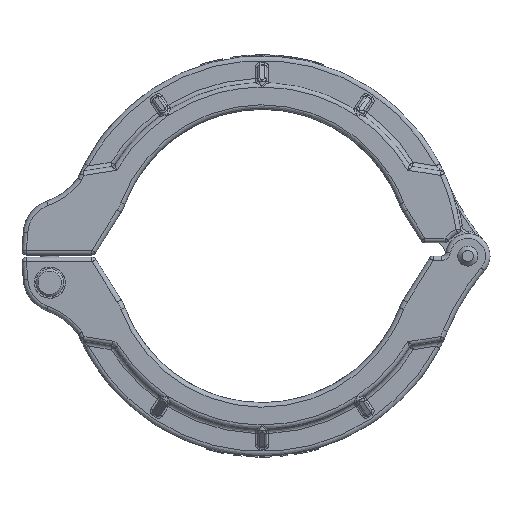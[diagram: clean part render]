
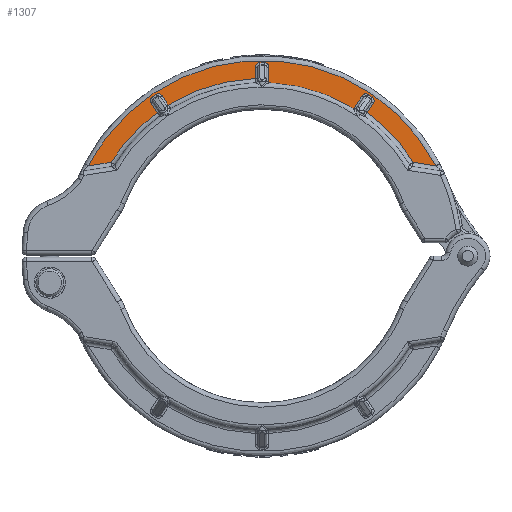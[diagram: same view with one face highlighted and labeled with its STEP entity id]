
A CAD part, left-side view. The second image highlights one B-rep face of the part: STEP entity #1307.
In plain terms, the highlighted planar face has unit normal (-1, 0, 0.018).
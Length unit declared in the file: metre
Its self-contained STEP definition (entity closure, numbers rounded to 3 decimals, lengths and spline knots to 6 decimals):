
#1307=ADVANCED_FACE('',(#3654),#3655,.T.);
#3654=FACE_OUTER_BOUND('',#10249,.T.);
#3655=PLANE('',#10250);
#10249=EDGE_LOOP('',(#43599,#43600,#43601,#43602,#43603,#43604,#43605,#43606,#43607,#43608,#43609,#43610,#43611,#43612,#43613,#43614,#43615,#43616,#43617,#43618,#43619,#43620));
#10250=AXIS2_PLACEMENT_3D('',#43621,#43622,#43623);
#43599=ORIENTED_EDGE('',*,*,#52474,.T.);
#43600=ORIENTED_EDGE('',*,*,#52475,.T.);
#43601=ORIENTED_EDGE('',*,*,#52476,.F.);
#43602=ORIENTED_EDGE('',*,*,#52477,.F.);
#43603=ORIENTED_EDGE('',*,*,#52478,.F.);
#43604=ORIENTED_EDGE('',*,*,#52479,.F.);
#43605=ORIENTED_EDGE('',*,*,#52480,.F.);
#43606=ORIENTED_EDGE('',*,*,#52481,.F.);
#43607=ORIENTED_EDGE('',*,*,#52482,.F.);
#43608=ORIENTED_EDGE('',*,*,#52483,.F.);
#43609=ORIENTED_EDGE('',*,*,#52484,.F.);
#43610=ORIENTED_EDGE('',*,*,#52485,.F.);
#43611=ORIENTED_EDGE('',*,*,#52486,.F.);
#43612=ORIENTED_EDGE('',*,*,#52459,.F.);
#43613=ORIENTED_EDGE('',*,*,#52487,.F.);
#43614=ORIENTED_EDGE('',*,*,#52488,.F.);
#43615=ORIENTED_EDGE('',*,*,#52470,.F.);
#43616=ORIENTED_EDGE('',*,*,#52489,.F.);
#43617=ORIENTED_EDGE('',*,*,#52490,.F.);
#43618=ORIENTED_EDGE('',*,*,#52491,.F.);
#43619=ORIENTED_EDGE('',*,*,#52492,.F.);
#43620=ORIENTED_EDGE('',*,*,#52493,.F.);
#43621=CARTESIAN_POINT('',(0.008499,1.162649,0.));
#43622=DIRECTION('',(-1.,0.,0.017));
#43623=DIRECTION('',(0.017,0.,1.));
#52459=EDGE_CURVE('',#56662,#56663,#56664,.F.);
#52470=EDGE_CURVE('',#56678,#56681,#56682,.F.);
#52474=EDGE_CURVE('',#56687,#56688,#56689,.T.);
#52475=EDGE_CURVE('',#56688,#56690,#56691,.F.);
#52476=EDGE_CURVE('',#56692,#56690,#56693,.F.);
#52477=EDGE_CURVE('',#56694,#56692,#56695,.T.);
#52478=EDGE_CURVE('',#56696,#56694,#56697,.F.);
#52479=EDGE_CURVE('',#56698,#56696,#56699,.T.);
#52480=EDGE_CURVE('',#56700,#56698,#56701,.F.);
#52481=EDGE_CURVE('',#56702,#56700,#56703,.T.);
#52482=EDGE_CURVE('',#56704,#56702,#56705,.F.);
#52483=EDGE_CURVE('',#56706,#56704,#56707,.T.);
#52484=EDGE_CURVE('',#56708,#56706,#56709,.F.);
#52485=EDGE_CURVE('',#56710,#56708,#56711,.F.);
#52486=EDGE_CURVE('',#56663,#56710,#56712,.F.);
#52487=EDGE_CURVE('',#56713,#56662,#56714,.F.);
#52488=EDGE_CURVE('',#56681,#56713,#56715,.T.);
#52489=EDGE_CURVE('',#56716,#56678,#56717,.T.);
#52490=EDGE_CURVE('',#56718,#56716,#56719,.F.);
#52491=EDGE_CURVE('',#56720,#56718,#56721,.T.);
#52492=EDGE_CURVE('',#56722,#56720,#56723,.F.);
#52493=EDGE_CURVE('',#56687,#56722,#56724,.T.);
#56662=VERTEX_POINT('',#63685);
#56663=VERTEX_POINT('',#63686);
#56664=LINE('',#63687,#63688);
#56678=VERTEX_POINT('',#63708);
#56681=VERTEX_POINT('',#63711);
#56682=ELLIPSE('',#63712,0.002,0.002);
#56687=VERTEX_POINT('',#63717);
#56688=VERTEX_POINT('',#63718);
#56689=ELLIPSE('',#63719,0.088013,0.088);
#56690=VERTEX_POINT('',#63720);
#56691=LINE('',#63721,#63722);
#56692=VERTEX_POINT('',#63723);
#56693=ELLIPSE('',#63724,0.080012,0.08);
#56694=VERTEX_POINT('',#63725);
#56695=LINE('',#63726,#63727);
#56696=VERTEX_POINT('',#63728);
#56697=ELLIPSE('',#63729,0.002,0.002);
#56698=VERTEX_POINT('',#63730);
#56699=LINE('',#63731,#63732);
#56700=VERTEX_POINT('',#63733);
#56701=ELLIPSE('',#63734,0.002,0.002);
#56702=VERTEX_POINT('',#63735);
#56703=LINE('',#63736,#63737);
#56704=VERTEX_POINT('',#63738);
#56705=ELLIPSE('',#63739,0.080012,0.08);
#56706=VERTEX_POINT('',#63740);
#56707=LINE('',#63741,#63742);
#56708=VERTEX_POINT('',#63743);
#56709=ELLIPSE('',#63744,0.002,0.002);
#56710=VERTEX_POINT('',#63745);
#56711=LINE('',#63746,#63747);
#56712=ELLIPSE('',#63748,0.002,0.002);
#56713=VERTEX_POINT('',#63749);
#56714=ELLIPSE('',#63750,0.078012,0.078);
#56715=LINE('',#63751,#63752);
#56716=VERTEX_POINT('',#63753);
#56717=LINE('',#63754,#63755);
#56718=VERTEX_POINT('',#63756);
#56719=ELLIPSE('',#63757,0.002,0.002);
#56720=VERTEX_POINT('',#63758);
#56721=LINE('',#63759,#63760);
#56722=VERTEX_POINT('',#63761);
#56723=ELLIPSE('',#63762,0.080012,0.08);
#56724=LINE('',#63763,#63764);
#63685=CARTESIAN_POINT('',(0.00986,1.159649,0.077942));
#63686=CARTESIAN_POINT('',(0.009983,1.159649,0.084983));
#63687=CARTESIAN_POINT('',(0.008499,1.159649,0.));
#63688=VECTOR('',#74571,1.0);
#63708=CARTESIAN_POINT('',(0.009768,1.114829,0.072668));
#63711=CARTESIAN_POINT('',(0.009758,1.117605,0.072128));
#63712=AXIS2_PLACEMENT_3D('',#74587,#74588,#74589);
#63717=CARTESIAN_POINT('',(0.009208,1.084543,0.040574));
#63718=CARTESIAN_POINT('',(0.009208,1.240756,0.040574));
#63719=AXIS2_PLACEMENT_3D('',#74596,#74597,#74598);
#63720=CARTESIAN_POINT('',(0.009236,1.230603,0.042182));
#63721=CARTESIAN_POINT('',(0.009401,1.170832,0.051649));
#63722=VECTOR('',#74599,1.0);
#63723=CARTESIAN_POINT('',(0.009627,1.209833,0.06457));
#63724=AXIS2_PLACEMENT_3D('',#74600,#74601,#74602);
#63725=CARTESIAN_POINT('',(0.0097,1.212668,0.068773));
#63726=CARTESIAN_POINT('',(0.00847,1.165145,-0.001683));
#63727=VECTOR('',#74603,1.0);
#63728=CARTESIAN_POINT('',(0.009748,1.212128,0.07155));
#63729=AXIS2_PLACEMENT_3D('',#74604,#74605,#74606);
#63730=CARTESIAN_POINT('',(0.009768,1.21047,0.072668));
#63731=CARTESIAN_POINT('',(0.009758,1.211301,0.072107));
#63732=VECTOR('',#74607,1.0);
#63733=CARTESIAN_POINT('',(0.009758,1.207694,0.072128));
#63734=AXIS2_PLACEMENT_3D('',#74608,#74609,#74610);
#63735=CARTESIAN_POINT('',(0.009685,1.204858,0.067924));
#63736=CARTESIAN_POINT('',(0.008529,1.16017,0.001672));
#63737=VECTOR('',#74611,1.0);
#63738=CARTESIAN_POINT('',(0.009894,1.165649,0.079909));
#63739=AXIS2_PLACEMENT_3D('',#74612,#74613,#74614);
#63740=CARTESIAN_POINT('',(0.009983,1.165649,0.084983));
#63741=CARTESIAN_POINT('',(0.008499,1.165649,0.));
#63742=VECTOR('',#74615,1.0);
#63743=CARTESIAN_POINT('',(0.010018,1.163649,0.086983));
#63744=AXIS2_PLACEMENT_3D('',#74616,#74617,#74618);
#63745=CARTESIAN_POINT('',(0.010018,1.161649,0.086983));
#63746=CARTESIAN_POINT('',(0.010018,1.162649,0.086983));
#63747=VECTOR('',#74619,1.0);
#63748=AXIS2_PLACEMENT_3D('',#74620,#74621,#74622);
#63749=CARTESIAN_POINT('',(0.009657,1.121544,0.06629));
#63750=AXIS2_PLACEMENT_3D('',#74623,#74624,#74625);
#63751=CARTESIAN_POINT('',(0.008529,1.165129,0.001672));
#63752=VECTOR('',#74626,1.0);
#63753=CARTESIAN_POINT('',(0.009748,1.113171,0.07155));
#63754=CARTESIAN_POINT('',(0.009758,1.113998,0.072107));
#63755=VECTOR('',#74627,1.0);
#63756=CARTESIAN_POINT('',(0.0097,1.112631,0.068773));
#63757=AXIS2_PLACEMENT_3D('',#74628,#74629,#74630);
#63758=CARTESIAN_POINT('',(0.009627,1.115466,0.06457));
#63759=CARTESIAN_POINT('',(0.00847,1.160154,-0.001683));
#63760=VECTOR('',#74631,1.0);
#63761=CARTESIAN_POINT('',(0.009236,1.094695,0.042182));
#63762=AXIS2_PLACEMENT_3D('',#74632,#74633,#74634);
#63763=CARTESIAN_POINT('',(0.009238,1.095611,0.042327));
#63764=VECTOR('',#74635,1.0);
#74571=DIRECTION('',(-0.017,0.,-1.));
#74587=CARTESIAN_POINT('',(0.009739,1.115947,0.07101));
#74588=DIRECTION('',(1.,0.,-0.017));
#74589=DIRECTION('',(-0.017,0.,-1.));
#74596=CARTESIAN_POINT('',(0.0085,1.162649,0.000035));
#74597=DIRECTION('',(-1.,0.,0.017));
#74598=DIRECTION('',(0.017,0.,1.));
#74599=DIRECTION('',(-0.003,0.988,-0.156));
#74600=CARTESIAN_POINT('',(0.008499,1.162649,-0.000035));
#74601=DIRECTION('',(1.,0.,-0.017));
#74602=DIRECTION('',(0.017,0.,1.));
#74603=DIRECTION('',(-0.014,-0.559,-0.829));
#74604=CARTESIAN_POINT('',(0.009719,1.21101,0.069892));
#74605=DIRECTION('',(1.,0.,-0.017));
#74606=DIRECTION('',(-0.017,0.,-1.));
#74607=DIRECTION('',(-0.01,0.829,-0.559));
#74608=CARTESIAN_POINT('',(0.009739,1.209352,0.07101));
#74609=DIRECTION('',(1.,0.,-0.017));
#74610=DIRECTION('',(-0.017,0.,-1.));
#74611=DIRECTION('',(0.014,0.559,0.829));
#74612=CARTESIAN_POINT('',(0.008499,1.162649,-0.000035));
#74613=DIRECTION('',(1.,0.,-0.017));
#74614=DIRECTION('',(0.017,0.,1.));
#74615=DIRECTION('',(-0.017,0.,-1.));
#74616=CARTESIAN_POINT('',(0.009983,1.163649,0.084983));
#74617=DIRECTION('',(1.,0.,-0.017));
#74618=DIRECTION('',(-0.017,0.,-1.));
#74619=DIRECTION('',(0.,-1.0,0.));
#74620=CARTESIAN_POINT('',(0.009983,1.161649,0.084983));
#74621=DIRECTION('',(1.,0.,-0.017));
#74622=DIRECTION('',(-0.017,0.,-1.));
#74623=CARTESIAN_POINT('',(0.008499,1.162649,0.));
#74624=DIRECTION('',(1.,0.,-0.017));
#74625=DIRECTION('',(0.017,0.,1.));
#74626=DIRECTION('',(-0.014,0.559,-0.829));
#74627=DIRECTION('',(0.01,0.829,0.559));
#74628=CARTESIAN_POINT('',(0.009719,1.114289,0.069892));
#74629=DIRECTION('',(1.,0.,-0.017));
#74630=DIRECTION('',(0.017,0.,1.));
#74631=DIRECTION('',(0.014,-0.559,0.829));
#74632=CARTESIAN_POINT('',(0.008499,1.162649,-0.000035));
#74633=DIRECTION('',(1.,0.,-0.017));
#74634=DIRECTION('',(0.017,0.,1.));
#74635=DIRECTION('',(0.003,0.988,0.156));
